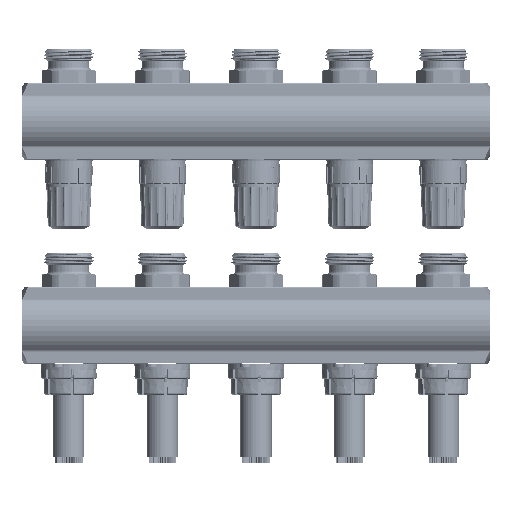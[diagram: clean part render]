
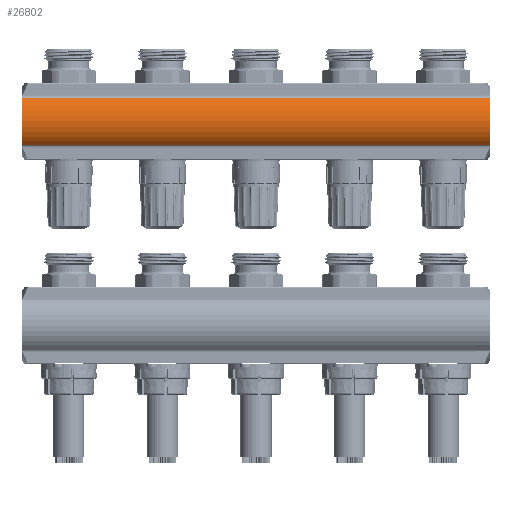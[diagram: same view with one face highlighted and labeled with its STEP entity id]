
A CAD part, front view. The second image highlights one B-rep face of the part: STEP entity #26802.
In plain terms, the highlighted cylindrical face has radius 18.25 mm (diameter 36.5 mm), a partial arc.
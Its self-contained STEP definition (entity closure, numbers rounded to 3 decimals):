
#16914=CARTESIAN_POINT('',(-125.,0.,0.));
#16915=DIRECTION('',(1.,0.,0.));
#16916=DIRECTION('',(0.,-0.716,0.698));
#16917=AXIS2_PLACEMENT_3D('',#16914,#16915,#16916);
#16919=CARTESIAN_POINT('',(-125.,0.,0.));
#16920=DIRECTION('',(1.,0.,0.));
#16921=DIRECTION('',(0.,-1.,0.));
#16922=AXIS2_PLACEMENT_3D('',#16919,#16920,#16921);
#17058=DIRECTION('',(-1.,0.,0.));
#17059=VECTOR('',#17058,250.);
#17060=CARTESIAN_POINT('',(125.,-13.068,12.739));
#17061=LINE('',#17060,#17059);
#17101=CARTESIAN_POINT('',(125.,0.,0.));
#17102=DIRECTION('',(-1.,0.,0.));
#17103=DIRECTION('',(0.,-0.716,-0.698));
#17104=AXIS2_PLACEMENT_3D('',#17101,#17102,#17103);
#17106=CARTESIAN_POINT('',(125.,0.,0.));
#17107=DIRECTION('',(-1.,0.,0.));
#17108=DIRECTION('',(0.,-1.,0.));
#17109=AXIS2_PLACEMENT_3D('',#17106,#17107,#17108);
#18364=DIRECTION('',(-1.,0.,0.));
#18365=VECTOR('',#18364,250.);
#18366=CARTESIAN_POINT('',(125.,-13.068,-12.739));
#18367=LINE('',#18366,#18365);
#24678=CARTESIAN_POINT('',(-125.,-13.068,12.739));
#24679=VERTEX_POINT('',#24678);
#24680=CARTESIAN_POINT('',(-125.,-18.25,0.));
#24681=VERTEX_POINT('',#24680);
#24682=CARTESIAN_POINT('',(-125.,-13.068,-12.739));
#24683=VERTEX_POINT('',#24682);
#24718=CARTESIAN_POINT('',(125.,-13.068,12.739));
#24719=VERTEX_POINT('',#24718);
#24728=CARTESIAN_POINT('',(125.,-13.068,-12.739));
#24729=VERTEX_POINT('',#24728);
#24730=CARTESIAN_POINT('',(125.,-18.25,0.));
#24731=VERTEX_POINT('',#24730);
#26789=CARTESIAN_POINT('',(-125.,0.,0.));
#26790=DIRECTION('',(1.,0.,0.));
#26791=DIRECTION('',(0.,-1.,0.));
#26792=AXIS2_PLACEMENT_3D('',#26789,#26790,#26791);
#26793=CYLINDRICAL_SURFACE('',#26792,18.25);
#26794=ORIENTED_EDGE('',*,*,#26638,.T.);
#26795=ORIENTED_EDGE('',*,*,#25640,.F.);
#26796=ORIENTED_EDGE('',*,*,#25638,.F.);
#26797=ORIENTED_EDGE('',*,*,#25739,.F.);
#26798=ORIENTED_EDGE('',*,*,#25767,.F.);
#26799=ORIENTED_EDGE('',*,*,#25765,.F.);
#26800=EDGE_LOOP('',(#26794,#26795,#26796,#26797,#26798,#26799));
#26801=FACE_OUTER_BOUND('',#26800,.F.);
#26802=ADVANCED_FACE('',(#26801),#26793,.T.);
#16918=CIRCLE('',#16917,18.25);
#16923=CIRCLE('',#16922,18.25);
#17105=CIRCLE('',#17104,18.25);
#17110=CIRCLE('',#17109,18.25);
#25638=EDGE_CURVE('',#24679,#24681,#16918,.T.);
#25640=EDGE_CURVE('',#24681,#24683,#16923,.T.);
#25739=EDGE_CURVE('',#24719,#24679,#17061,.T.);
#25765=EDGE_CURVE('',#24729,#24731,#17105,.T.);
#25767=EDGE_CURVE('',#24731,#24719,#17110,.T.);
#26638=EDGE_CURVE('',#24729,#24683,#18367,.T.);
